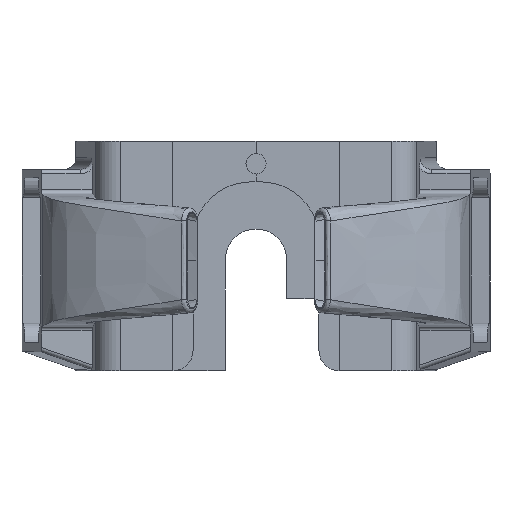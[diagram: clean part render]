
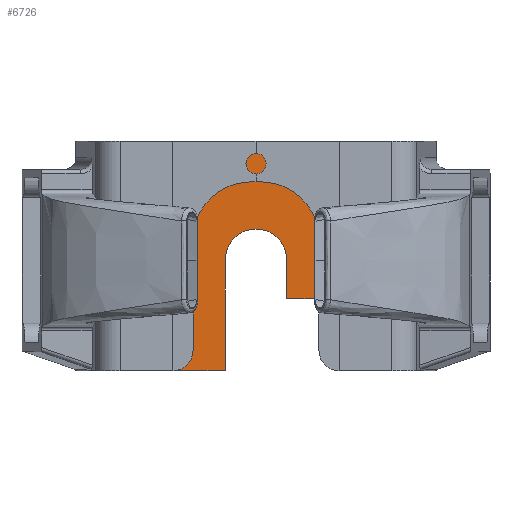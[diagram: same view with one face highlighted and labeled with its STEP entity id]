
A CAD part, front view. The second image highlights one B-rep face of the part: STEP entity #6726.
In plain terms, the highlighted planar face has unit normal (0, -1, 0).
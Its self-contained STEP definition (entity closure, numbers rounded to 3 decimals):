
#38 = CIRCLE ( 'NONE', #19746, 7.5 ) ;
#46 = DIRECTION ( 'NONE',  ( 0., 1., 0. ) ) ;
#126 = LINE ( 'NONE', #2790, #24102 ) ;
#393 = DIRECTION ( 'NONE',  ( 0., 0., -1. ) ) ;
#456 = VECTOR ( 'NONE', #1838, 1000. ) ;
#528 = CARTESIAN_POINT ( 'NONE',  ( 0., 20.567, 0. ) ) ;
#571 = LINE ( 'NONE', #28561, #27161 ) ;
#613 = EDGE_CURVE ( 'NONE', #17763, #13950, #13553, .T. ) ;
#636 = ORIENTED_EDGE ( 'NONE', *, *, #25530, .T. ) ;
#1361 = VERTEX_POINT ( 'NONE', #23299 ) ;
#1662 = VECTOR ( 'NONE', #10710, 1000. ) ;
#1838 = DIRECTION ( 'NONE',  ( 1., 0., 0. ) ) ;
#2221 = ORIENTED_EDGE ( 'NONE', *, *, #8596, .T. ) ;
#2338 = EDGE_CURVE ( 'NONE', #23952, #23144, #18223, .T. ) ;
#2790 = CARTESIAN_POINT ( 'NONE',  ( 6.25, 20.567, 53.5 ) ) ;
#2905 = VERTEX_POINT ( 'NONE', #29750 ) ;
#3082 = CARTESIAN_POINT ( 'NONE',  ( 0., 20.567, 56. ) ) ;
#3497 = LINE ( 'NONE', #11353, #30335 ) ;
#3691 = ORIENTED_EDGE ( 'NONE', *, *, #4864, .F. ) ;
#4864 = EDGE_CURVE ( 'NONE', #26216, #27616, #3497, .T. ) ;
#5054 = EDGE_CURVE ( 'NONE', #1361, #2905, #21152, .T. ) ;
#5763 = DIRECTION ( 'NONE',  ( 1., 0., 0. ) ) ;
#5899 = DIRECTION ( 'NONE',  ( 0., 0., -1. ) ) ;
#5921 = DIRECTION ( 'NONE',  ( 0., 0., -1. ) ) ;
#6254 = CARTESIAN_POINT ( 'NONE',  ( -18.894, 20.567, 56. ) ) ;
#6726 = ADVANCED_FACE ( 'NONE', ( #20606, #30770 ), #17948, .F. ) ;
#6934 = CARTESIAN_POINT ( 'NONE',  ( 7.5, 20.567, 17.538 ) ) ;
#6984 = CARTESIAN_POINT ( 'NONE',  ( 7.5, 20.567, 56. ) ) ;
#7756 = DIRECTION ( 'NONE',  ( 0., 0., -1. ) ) ;
#7828 = DIRECTION ( 'NONE',  ( 0., 0., -1. ) ) ;
#8055 = CARTESIAN_POINT ( 'NONE',  ( -7.5, 20.567, 0. ) ) ;
#8596 = EDGE_CURVE ( 'NONE', #12307, #32464, #15705, .T. ) ;
#8753 = CARTESIAN_POINT ( 'NONE',  ( -6.25, 20.567, 53.5 ) ) ;
#9978 = LINE ( 'NONE', #29960, #17489 ) ;
#10223 = AXIS2_PLACEMENT_3D ( 'NONE', #10776, #10619, #28110 ) ;
#10448 = LINE ( 'NONE', #3082, #15246 ) ;
#10619 = DIRECTION ( 'NONE',  ( 0., 1., 0. ) ) ;
#10710 = DIRECTION ( 'NONE',  ( -1., 0., 0. ) ) ;
#10776 = CARTESIAN_POINT ( 'NONE',  ( 0., 20.567, 56. ) ) ;
#11228 = DIRECTION ( 'NONE',  ( 1., 0., 0. ) ) ;
#11353 = CARTESIAN_POINT ( 'NONE',  ( 18.894, 20.567, 56. ) ) ;
#11667 = ORIENTED_EDGE ( 'NONE', *, *, #12133, .F. ) ;
#12133 = EDGE_CURVE ( 'NONE', #22712, #26216, #10448, .T. ) ;
#12307 = VERTEX_POINT ( 'NONE', #16087 ) ;
#12609 = CARTESIAN_POINT ( 'NONE',  ( 18.894, 20.567, 17.538 ) ) ;
#13200 = LINE ( 'NONE', #528, #1662 ) ;
#13553 = LINE ( 'NONE', #8753, #27067 ) ;
#13773 = CARTESIAN_POINT ( 'NONE',  ( -18.894, 20.567, 56. ) ) ;
#13775 = VECTOR ( 'NONE', #393, 1000. ) ;
#13950 = VERTEX_POINT ( 'NONE', #27219 ) ;
#15246 = VECTOR ( 'NONE', #5763, 1000. ) ;
#15360 = CARTESIAN_POINT ( 'NONE',  ( 18.894, 20.567, 56. ) ) ;
#15408 = EDGE_LOOP ( 'NONE', ( #27545, #3691, #11667, #636, #20924, #22852, #31280, #2221 ) ) ;
#15705 = LINE ( 'NONE', #6984, #22674 ) ;
#16087 = CARTESIAN_POINT ( 'NONE',  ( 7.5, 20.567, 27.089 ) ) ;
#16517 = ORIENTED_EDGE ( 'NONE', *, *, #5054, .T. ) ;
#16609 = VECTOR ( 'NONE', #5899, 1000. ) ;
#17489 = VECTOR ( 'NONE', #19789, 1000. ) ;
#17763 = VERTEX_POINT ( 'NONE', #31698 ) ;
#17948 = PLANE ( 'NONE',  #10223 ) ;
#18223 = LINE ( 'NONE', #25088, #13775 ) ;
#19107 = EDGE_CURVE ( 'NONE', #27616, #32464, #9978, .T. ) ;
#19746 = AXIS2_PLACEMENT_3D ( 'NONE', #20859, #46, #31180 ) ;
#19789 = DIRECTION ( 'NONE',  ( -1., 0., 0. ) ) ;
#20606 = FACE_BOUND ( 'NONE', #29054, .T. ) ;
#20859 = CARTESIAN_POINT ( 'NONE',  ( 0., 20.567, 27.089 ) ) ;
#20924 = ORIENTED_EDGE ( 'NONE', *, *, #21224, .F. ) ;
#21136 = ORIENTED_EDGE ( 'NONE', *, *, #613, .F. ) ;
#21152 = LINE ( 'NONE', #24489, #456 ) ;
#21224 = EDGE_CURVE ( 'NONE', #23144, #29400, #13200, .T. ) ;
#21228 = EDGE_CURVE ( 'NONE', #23952, #12307, #38, .T. ) ;
#21496 = DIRECTION ( 'NONE',  ( 0., 0., -1. ) ) ;
#22674 = VECTOR ( 'NONE', #7756, 1000. ) ;
#22712 = VERTEX_POINT ( 'NONE', #13773 ) ;
#22852 = ORIENTED_EDGE ( 'NONE', *, *, #2338, .F. ) ;
#23144 = VERTEX_POINT ( 'NONE', #8055 ) ;
#23299 = CARTESIAN_POINT ( 'NONE',  ( -6.25, 20.567, 55.5 ) ) ;
#23952 = VERTEX_POINT ( 'NONE', #29683 ) ;
#24102 = VECTOR ( 'NONE', #7828, 1000. ) ;
#24489 = CARTESIAN_POINT ( 'NONE',  ( -6.25, 20.567, 55.5 ) ) ;
#25088 = CARTESIAN_POINT ( 'NONE',  ( -7.5, 20.567, 56. ) ) ;
#25530 = EDGE_CURVE ( 'NONE', #22712, #29400, #26375, .T. ) ;
#26216 = VERTEX_POINT ( 'NONE', #15360 ) ;
#26375 = LINE ( 'NONE', #6254, #16609 ) ;
#26637 = ORIENTED_EDGE ( 'NONE', *, *, #30508, .F. ) ;
#27067 = VECTOR ( 'NONE', #11228, 1000. ) ;
#27161 = VECTOR ( 'NONE', #5921, 1000. ) ;
#27219 = CARTESIAN_POINT ( 'NONE',  ( 6.25, 20.567, 53.5 ) ) ;
#27545 = ORIENTED_EDGE ( 'NONE', *, *, #19107, .F. ) ;
#27616 = VERTEX_POINT ( 'NONE', #12609 ) ;
#28110 = DIRECTION ( 'NONE',  ( -1., 0., 0. ) ) ;
#28281 = CARTESIAN_POINT ( 'NONE',  ( -18.894, 20.567, 0. ) ) ;
#28561 = CARTESIAN_POINT ( 'NONE',  ( -6.25, 20.567, 53.5 ) ) ;
#29054 = EDGE_LOOP ( 'NONE', ( #21136, #26637, #16517, #29131 ) ) ;
#29131 = ORIENTED_EDGE ( 'NONE', *, *, #29156, .T. ) ;
#29156 = EDGE_CURVE ( 'NONE', #2905, #13950, #126, .T. ) ;
#29400 = VERTEX_POINT ( 'NONE', #28281 ) ;
#29683 = CARTESIAN_POINT ( 'NONE',  ( -7.5, 20.567, 27.089 ) ) ;
#29750 = CARTESIAN_POINT ( 'NONE',  ( 6.25, 20.567, 55.5 ) ) ;
#29960 = CARTESIAN_POINT ( 'NONE',  ( 18.894, 20.567, 17.538 ) ) ;
#30335 = VECTOR ( 'NONE', #21496, 1000. ) ;
#30508 = EDGE_CURVE ( 'NONE', #1361, #17763, #571, .T. ) ;
#30770 = FACE_OUTER_BOUND ( 'NONE', #15408, .T. ) ;
#31180 = DIRECTION ( 'NONE',  ( -1., 0., 0. ) ) ;
#31280 = ORIENTED_EDGE ( 'NONE', *, *, #21228, .T. ) ;
#31698 = CARTESIAN_POINT ( 'NONE',  ( -6.25, 20.567, 53.5 ) ) ;
#32464 = VERTEX_POINT ( 'NONE', #6934 ) ;
